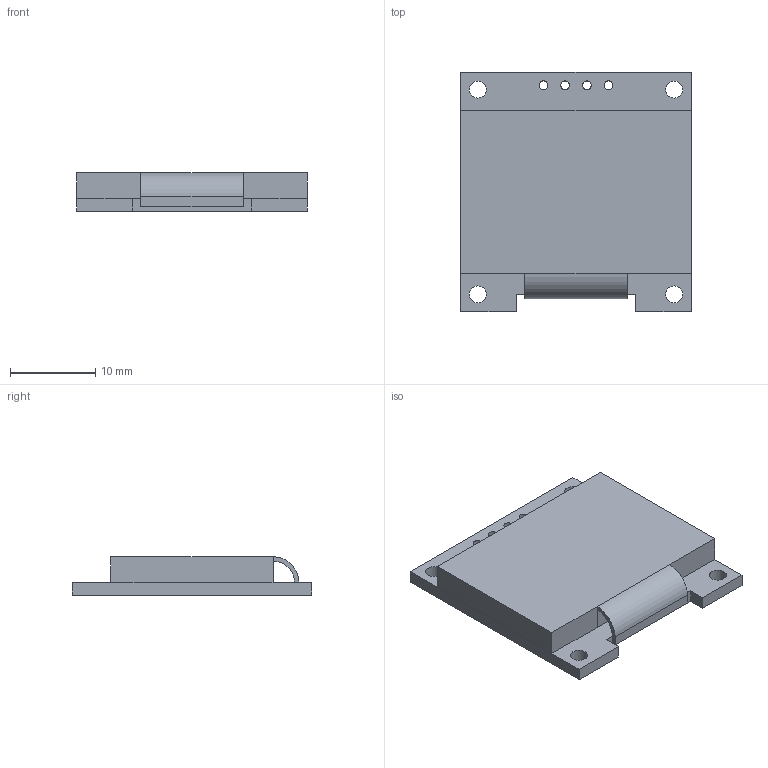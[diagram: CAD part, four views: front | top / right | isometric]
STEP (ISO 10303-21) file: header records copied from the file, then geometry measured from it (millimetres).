
FILE_DESCRIPTION(('FreeCAD Model'),'2;1');
FILE_NAME('Open CASCADE Shape Model','2021-04-24T15:17:17',('Author'),( ''),'Open CASCADE STEP processor 7.4','FreeCAD','Unknown');
FILE_SCHEMA(('AUTOMOTIVE_DESIGN { 1 0 10303 214 1 1 1 1 }'));
Length unit declared in the file: millimetre
Products named in the file (1): Pad_sp
Bounding box: 27 x 28 x 4.5 mm (x, y, z)
Volume: 2639.3 mm3; surface area: 2061.3 mm2
Topology: 1 solids, 1 shells, 33 faces, 91 edges, 60 vertices
Faces by surface type: plane 23, cylinder 10
Full cylindrical faces by diameter (mm): 1.02 x4, 2 x4
Entity records: 1325 total; most frequent: CARTESIAN_POINT 185, ORIENTED_EDGE 182, DIRECTION 179, EDGE_CURVE 91, LINE 71, VECTOR 71, VERTEX_POINT 60, AXIS2_PLACEMENT_3D 54
